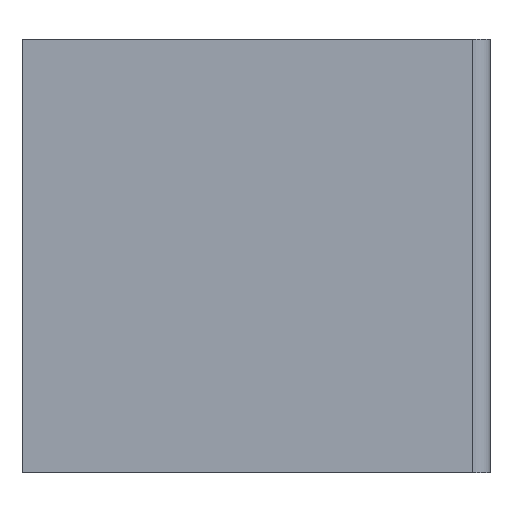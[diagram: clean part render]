
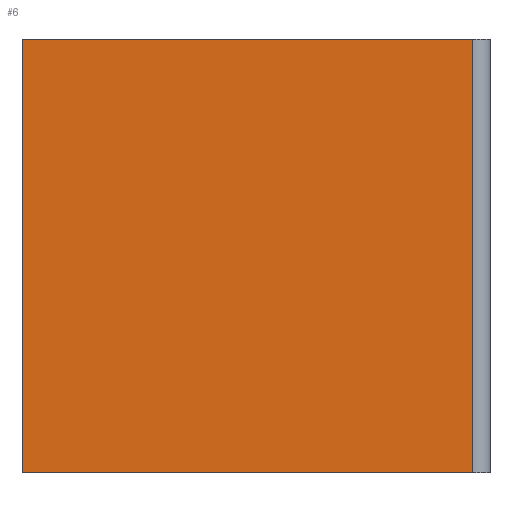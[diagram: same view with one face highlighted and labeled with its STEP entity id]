
A CAD part, left-side view. The second image highlights one B-rep face of the part: STEP entity #6.
In plain terms, the highlighted planar face has unit normal (-1, 0, 0).
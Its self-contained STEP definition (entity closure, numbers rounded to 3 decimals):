
#6 = ADVANCED_FACE ( 'NONE', ( #142 ), #583, .F. ) ;
#11 = AXIS2_PLACEMENT_3D ( 'NONE', #284, #45, #629 ) ;
#28 = LINE ( 'NONE', #258, #577 ) ;
#38 = DIRECTION ( 'NONE',  ( 0., -1., 0. ) ) ;
#45 = DIRECTION ( 'NONE',  ( 1., 0., 0. ) ) ;
#55 = VECTOR ( 'NONE', #393, 1000. ) ;
#102 = ORIENTED_EDGE ( 'NONE', *, *, #455, .F. ) ;
#111 = CARTESIAN_POINT ( 'NONE',  ( -13.5, 1., 12.5 ) ) ;
#115 = LINE ( 'NONE', #552, #246 ) ;
#126 = LINE ( 'NONE', #316, #342 ) ;
#142 = FACE_OUTER_BOUND ( 'NONE', #390, .T. ) ;
#203 = EDGE_CURVE ( 'NONE', #245, #280, #352, .T. ) ;
#213 = DIRECTION ( 'NONE',  ( 0., 0., 1. ) ) ;
#245 = VERTEX_POINT ( 'NONE', #308 ) ;
#246 = VECTOR ( 'NONE', #213, 1000. ) ;
#251 = CARTESIAN_POINT ( 'NONE',  ( -13.5, 27., -12.5 ) ) ;
#258 = CARTESIAN_POINT ( 'NONE',  ( -13.5, 2., -12.5 ) ) ;
#280 = VERTEX_POINT ( 'NONE', #111 ) ;
#281 = EDGE_CURVE ( 'NONE', #631, #407, #115, .T. ) ;
#284 = CARTESIAN_POINT ( 'NONE',  ( -13.5, 2., 12.5 ) ) ;
#302 = DIRECTION ( 'NONE',  ( 0., -1., 0. ) ) ;
#308 = CARTESIAN_POINT ( 'NONE',  ( -13.5, 1., -12.5 ) ) ;
#316 = CARTESIAN_POINT ( 'NONE',  ( -13.5, 2., 12.5 ) ) ;
#319 = CARTESIAN_POINT ( 'NONE',  ( -13.5, 27., 12.5 ) ) ;
#326 = EDGE_CURVE ( 'NONE', #631, #245, #28, .T. ) ;
#342 = VECTOR ( 'NONE', #38, 1000. ) ;
#352 = LINE ( 'NONE', #554, #55 ) ;
#390 = EDGE_LOOP ( 'NONE', ( #437, #619, #102, #610 ) ) ;
#393 = DIRECTION ( 'NONE',  ( 0., 0., 1. ) ) ;
#407 = VERTEX_POINT ( 'NONE', #319 ) ;
#437 = ORIENTED_EDGE ( 'NONE', *, *, #326, .T. ) ;
#455 = EDGE_CURVE ( 'NONE', #407, #280, #126, .T. ) ;
#552 = CARTESIAN_POINT ( 'NONE',  ( -13.5, 27., -12.5 ) ) ;
#554 = CARTESIAN_POINT ( 'NONE',  ( -13.5, 1., 12.5 ) ) ;
#577 = VECTOR ( 'NONE', #302, 1000. ) ;
#583 = PLANE ( 'NONE',  #11 ) ;
#610 = ORIENTED_EDGE ( 'NONE', *, *, #281, .F. ) ;
#619 = ORIENTED_EDGE ( 'NONE', *, *, #203, .T. ) ;
#629 = DIRECTION ( 'NONE',  ( 0., 0., -1. ) ) ;
#631 = VERTEX_POINT ( 'NONE', #251 ) ;
